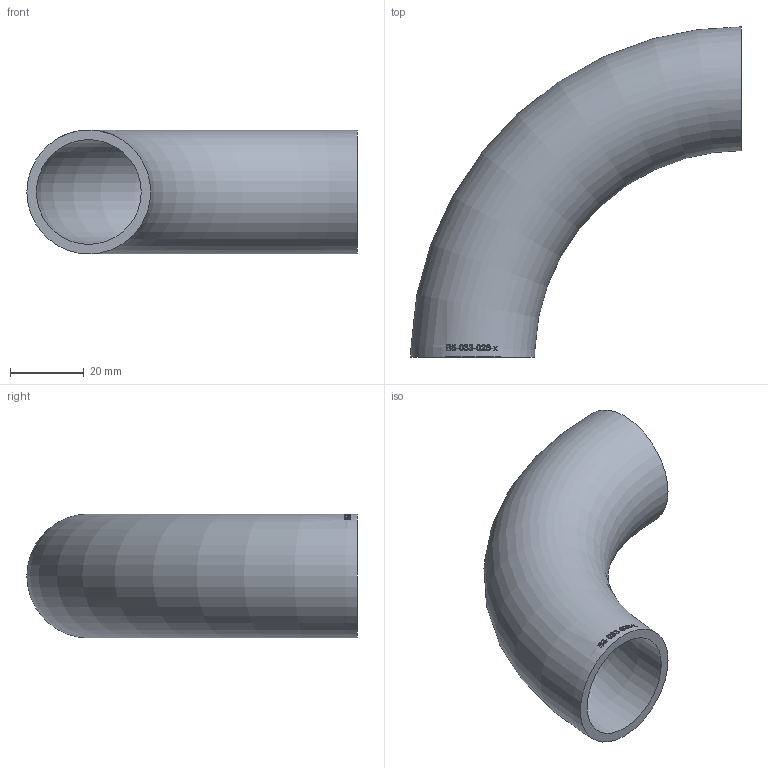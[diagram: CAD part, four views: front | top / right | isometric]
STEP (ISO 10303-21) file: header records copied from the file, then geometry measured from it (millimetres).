
FILE_DESCRIPTION (( 'STEP AP214' ), '1' );
FILE_NAME ('B5-033-026-x Bogen 2004.STEP', '2020-04-02T13:25:41', ( '' ), ( '' ), 'SwSTEP 2.0', 'SolidWorks 2019', '' );
FILE_SCHEMA (( 'AUTOMOTIVE_DESIGN' ));
Length unit declared in the file: millimetre
Products named in the file (1): B5-033-026-x Bogen 2004
Bounding box: 89.85 x 89.85 x 33.7 mm (x, y, z)
Volume: 29128.7 mm3; surface area: 22917.7 mm2
Topology: 1 solids, 1 shells, 166 faces, 445 edges, 297 vertices
Faces by surface type: bspline 145, torus 19, plane 2
Entity records: 17054 total; most frequent: CARTESIAN_POINT 12455, ORIENTED_EDGE 878, EDGE_CURVE 439, B_SPLINE_CURVE_WITH_KNOTS 435, VERTEX_POINT 294, EDGE_LOOP 187, FACE_OUTER_BOUND 168, ADVANCED_FACE 166
